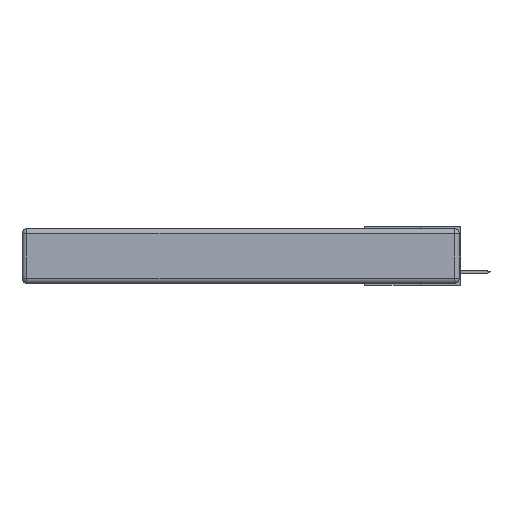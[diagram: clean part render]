
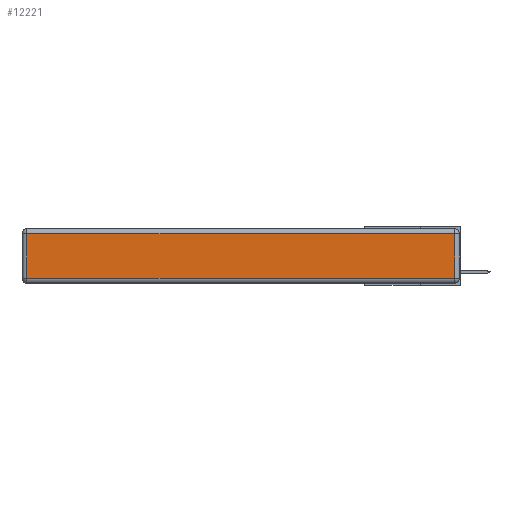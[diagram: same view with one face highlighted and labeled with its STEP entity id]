
A CAD part, left-side view. The second image highlights one B-rep face of the part: STEP entity #12221.
In plain terms, the highlighted planar face has unit normal (-1, 0, 0).
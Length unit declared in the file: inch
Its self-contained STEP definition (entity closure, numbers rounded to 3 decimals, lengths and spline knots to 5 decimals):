
#174 = CARTESIAN_POINT ( 'NONE',  ( 0., 2.75, -0.03 ) ) ;
#230 = DIRECTION ( 'NONE',  ( 0., 1., 0. ) ) ;
#830 = DIRECTION ( 'NONE',  ( 0., 0., 1. ) ) ;
#1658 = DIRECTION ( 'NONE',  ( 0., 0., 1. ) ) ;
#2039 = VERTEX_POINT ( 'NONE', #10203 ) ;
#2048 = CARTESIAN_POINT ( 'NONE',  ( 0., 2.72, -0.313 ) ) ;
#2213 = VERTEX_POINT ( 'NONE', #2048 ) ;
#3931 = EDGE_CURVE ( 'NONE', #2213, #2039, #6184, .T. ) ;
#3963 = FACE_OUTER_BOUND ( 'NONE', #8139, .T. ) ;
#4804 = CARTESIAN_POINT ( 'NONE',  ( 0., 2.72, -0.03 ) ) ;
#5520 = EDGE_CURVE ( 'NONE', #2039, #12817, #11475, .T. ) ;
#6184 = LINE ( 'NONE', #8652, #8862 ) ;
#7238 = LINE ( 'NONE', #10174, #10303 ) ;
#7286 = AXIS2_PLACEMENT_3D ( 'NONE', #15119, #16408, #830 ) ;
#8139 = EDGE_LOOP ( 'NONE', ( #16030, #12945, #14146, #10760 ) ) ;
#8455 = CARTESIAN_POINT ( 'NONE',  ( 0., 0.03, -0.03 ) ) ;
#8652 = CARTESIAN_POINT ( 'NONE',  ( 0., 0., -0.313 ) ) ;
#8817 = DIRECTION ( 'NONE',  ( 0., -1., 0. ) ) ;
#8827 = VECTOR ( 'NONE', #1658, 39.37008 ) ;
#8862 = VECTOR ( 'NONE', #8817, 39.37008 ) ;
#9498 = CARTESIAN_POINT ( 'NONE',  ( 0., 0.03, -0.343 ) ) ;
#9518 = EDGE_CURVE ( 'NONE', #14177, #2213, #7238, .T. ) ;
#10174 = CARTESIAN_POINT ( 'NONE',  ( 0., 2.72, -0.343 ) ) ;
#10203 = CARTESIAN_POINT ( 'NONE',  ( 0., 0.03, -0.313 ) ) ;
#10303 = VECTOR ( 'NONE', #16683, 39.37008 ) ;
#10760 = ORIENTED_EDGE ( 'NONE', *, *, #9518, .T. ) ;
#11279 = PLANE ( 'NONE',  #7286 ) ;
#11475 = LINE ( 'NONE', #9498, #8827 ) ;
#12221 = ADVANCED_FACE ( 'NONE', ( #3963 ), #11279, .T. ) ;
#12678 = EDGE_CURVE ( 'NONE', #12817, #14177, #12997, .T. ) ;
#12817 = VERTEX_POINT ( 'NONE', #8455 ) ;
#12945 = ORIENTED_EDGE ( 'NONE', *, *, #5520, .T. ) ;
#12997 = LINE ( 'NONE', #174, #14838 ) ;
#14146 = ORIENTED_EDGE ( 'NONE', *, *, #12678, .T. ) ;
#14177 = VERTEX_POINT ( 'NONE', #4804 ) ;
#14838 = VECTOR ( 'NONE', #230, 39.37008 ) ;
#15119 = CARTESIAN_POINT ( 'NONE',  ( 0., 0., -0.343 ) ) ;
#16030 = ORIENTED_EDGE ( 'NONE', *, *, #3931, .T. ) ;
#16408 = DIRECTION ( 'NONE',  ( -1., 0., 0. ) ) ;
#16683 = DIRECTION ( 'NONE',  ( 0., 0., -1. ) ) ;
